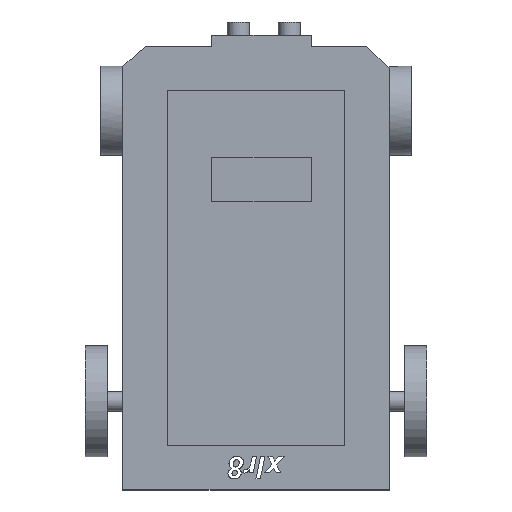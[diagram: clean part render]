
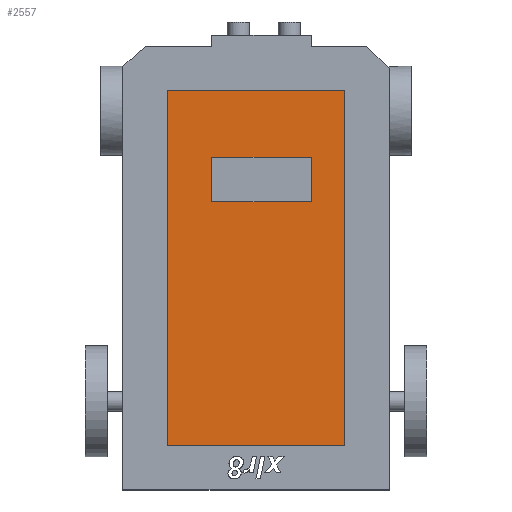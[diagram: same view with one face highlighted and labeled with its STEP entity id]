
A CAD part, top view. The second image highlights one B-rep face of the part: STEP entity #2557.
In plain terms, the highlighted planar face has unit normal (0, 0, 1).
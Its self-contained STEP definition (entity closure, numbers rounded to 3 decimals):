
#181=FACE_BOUND('',#539,.T.);
#256=PLANE('',#2713);
#377=FACE_OUTER_BOUND('',#538,.T.);
#538=EDGE_LOOP('',(#2258,#2259,#2260,#2261));
#539=EDGE_LOOP('',(#2262,#2263,#2264,#2265));
#790=LINE('',#4272,#1044);
#794=LINE('',#4280,#1048);
#797=LINE('',#4286,#1051);
#800=LINE('',#4291,#1054);
#802=LINE('',#4297,#1056);
#803=LINE('',#4299,#1057);
#804=LINE('',#4301,#1058);
#805=LINE('',#4302,#1059);
#1044=VECTOR('',#3138,10.);
#1048=VECTOR('',#3144,10.);
#1051=VECTOR('',#3149,10.);
#1054=VECTOR('',#3154,10.);
#1056=VECTOR('',#3160,10.);
#1057=VECTOR('',#3161,10.);
#1058=VECTOR('',#3162,10.);
#1059=VECTOR('',#3163,10.);
#1304=VERTEX_POINT('',#4270);
#1305=VERTEX_POINT('',#4271);
#1308=VERTEX_POINT('',#4279);
#1310=VERTEX_POINT('',#4285);
#1312=VERTEX_POINT('',#4295);
#1313=VERTEX_POINT('',#4296);
#1314=VERTEX_POINT('',#4298);
#1315=VERTEX_POINT('',#4300);
#1632=EDGE_CURVE('',#1304,#1305,#790,.T.);
#1636=EDGE_CURVE('',#1305,#1308,#794,.T.);
#1639=EDGE_CURVE('',#1308,#1310,#797,.T.);
#1642=EDGE_CURVE('',#1310,#1304,#800,.T.);
#1644=EDGE_CURVE('',#1312,#1313,#802,.T.);
#1645=EDGE_CURVE('',#1314,#1312,#803,.T.);
#1646=EDGE_CURVE('',#1315,#1314,#804,.T.);
#1647=EDGE_CURVE('',#1313,#1315,#805,.T.);
#2258=ORIENTED_EDGE('',*,*,#1644,.F.);
#2259=ORIENTED_EDGE('',*,*,#1645,.F.);
#2260=ORIENTED_EDGE('',*,*,#1646,.F.);
#2261=ORIENTED_EDGE('',*,*,#1647,.F.);
#2262=ORIENTED_EDGE('',*,*,#1632,.T.);
#2263=ORIENTED_EDGE('',*,*,#1636,.T.);
#2264=ORIENTED_EDGE('',*,*,#1639,.T.);
#2265=ORIENTED_EDGE('',*,*,#1642,.T.);
#2557=ADVANCED_FACE('',(#377,#181),#256,.T.);
#2713=AXIS2_PLACEMENT_3D('',#4294,#3158,#3159);
#3138=DIRECTION('',(0.,1.,0.));
#3144=DIRECTION('',(1.,0.,0.));
#3149=DIRECTION('',(0.,-1.,0.));
#3154=DIRECTION('',(-1.,0.,0.));
#3158=DIRECTION('center_axis',(0.,0.,1.));
#3159=DIRECTION('ref_axis',(-1.,0.,0.));
#3160=DIRECTION('',(-1.,0.,0.));
#3161=DIRECTION('',(0.,-1.,0.));
#3162=DIRECTION('',(1.,0.,0.));
#3163=DIRECTION('',(0.,1.,0.));
#4270=CARTESIAN_POINT('',(40.,130.,62.185));
#4271=CARTESIAN_POINT('',(40.,150.,62.185));
#4272=CARTESIAN_POINT('',(40.,165.,62.185));
#4279=CARTESIAN_POINT('',(85.,150.,62.185));
#4280=CARTESIAN_POINT('',(92.5,150.,62.185));
#4285=CARTESIAN_POINT('',(85.,130.,62.185));
#4286=CARTESIAN_POINT('',(85.,155.,62.185));
#4291=CARTESIAN_POINT('',(70.,130.,62.185));
#4294=CARTESIAN_POINT('Origin',(100.,180.,62.185));
#4295=CARTESIAN_POINT('',(100.,20.,62.185));
#4296=CARTESIAN_POINT('',(20.,20.,62.185));
#4297=CARTESIAN_POINT('',(60.,20.,62.185));
#4298=CARTESIAN_POINT('',(100.,180.,62.185));
#4299=CARTESIAN_POINT('',(100.,180.,62.185));
#4300=CARTESIAN_POINT('',(20.,180.,62.185));
#4301=CARTESIAN_POINT('',(60.,180.,62.185));
#4302=CARTESIAN_POINT('',(20.,140.,62.185));
